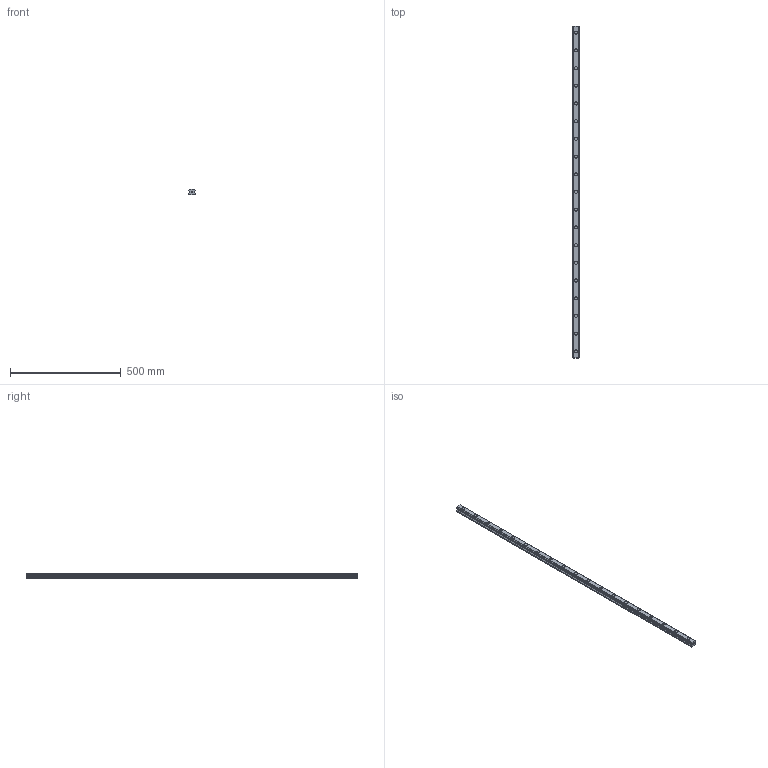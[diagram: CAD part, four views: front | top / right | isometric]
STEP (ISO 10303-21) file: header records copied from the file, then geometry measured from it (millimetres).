
FILE_DESCRIPTION(('STEP AP214'),'1');
FILE_NAME('cctmp_F703AA35-428C-4E76-9ACD-2144854D9391_2020_6_24_13_25_24_89..stp','2020-06-24T11:25:24',('HIWIN GmbH'),('CADClick - www.CADClick.com'),'Spatial InterOp 3D',' ','unknown authorization');
FILE_SCHEMA(('AUTOMOTIVE_DESIGN'));
Length unit declared in the file: millimetre
Products named in the file (1): HGR30R1500H_FILE
Bounding box: 28 x 1500 x 26 mm (x, y, z)
Volume: 872094.6 mm3; surface area: 186732.2 mm2
Topology: 1 solids, 1 shells, 286 faces, 669 edges, 446 vertices
Faces by surface type: plane 150, cylinder 136
Entity records: 10577 total; most frequent: DIRECTION 1515, CARTESIAN_POINT 1402, ORIENTED_EDGE 1338, EDGE_CURVE 669, AXIS2_PLACEMENT_3D 559, VERTEX_POINT 446, LINE 397, VECTOR 397
